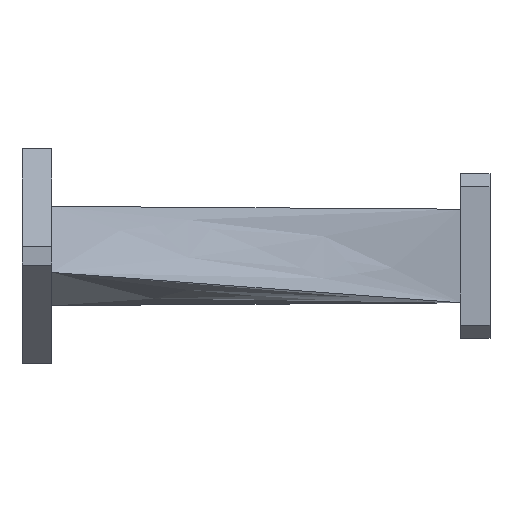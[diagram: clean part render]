
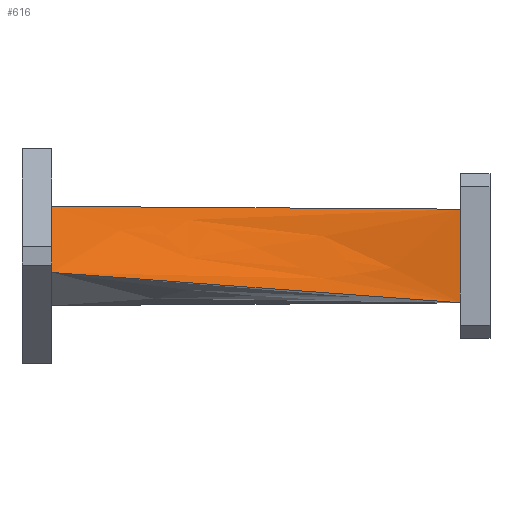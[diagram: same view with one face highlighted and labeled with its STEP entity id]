
A CAD part, top view. The second image highlights one B-rep face of the part: STEP entity #616.
In plain terms, the highlighted free-form (B-spline) face has degree [3, 1] with [6, 2] control points.
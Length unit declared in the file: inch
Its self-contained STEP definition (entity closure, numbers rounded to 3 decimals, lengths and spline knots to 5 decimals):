
#64 = EDGE_CURVE ( 'NONE', #1125, #443, #255, .T. ) ;
#66 = DIRECTION ( 'NONE',  ( 0., -0.707, 0.707 ) ) ;
#85 = CARTESIAN_POINT ( 'NONE',  ( 0., 0.16667, 0.125 ) ) ;
#95 = CARTESIAN_POINT ( 'NONE',  ( -2.18, 0.02946, 0.14731 ) ) ;
#171 = EDGE_CURVE ( 'NONE', #1311, #1014, #303, .T. ) ;
#236 = CARTESIAN_POINT ( 'NONE',  ( -1.09, -0.16919, 0.19508 ) ) ;
#245 = ORIENTED_EDGE ( 'NONE', *, *, #171, .F. ) ;
#255 = LINE ( 'NONE', #236, #1063 ) ;
#303 = LINE ( 'NONE', #1658, #1175 ) ;
#355 = EDGE_CURVE ( 'NONE', #1125, #1014, #800, .T. ) ;
#380 = ORIENTED_EDGE ( 'NONE', *, *, #64, .F. ) ;
#443 = VERTEX_POINT ( 'NONE', #1246 ) ;
#471 = CARTESIAN_POINT ( 'NONE',  ( -2.18, 0.26517, -0.08839 ) ) ;
#478 = CARTESIAN_POINT ( 'NONE',  ( -2.18, 0.26517, -0.08839 ) ) ;
#499 = CARTESIAN_POINT ( 'NONE',  ( 0., -0.25, 0.125 ) ) ;
#607 = ORIENTED_EDGE ( 'NONE', *, *, #655, .T. ) ;
#616 = ADVANCED_FACE ( 'NONE', ( #1682 ), #1607, .T. ) ;
#628 = CARTESIAN_POINT ( 'NONE',  ( 0., 0.25, 0.125 ) ) ;
#655 = EDGE_CURVE ( 'NONE', #1311, #443, #1432, .T. ) ;
#667 = CARTESIAN_POINT ( 'NONE',  ( 0., -0.25, 0.125 ) ) ;
#736 = CARTESIAN_POINT ( 'NONE',  ( -2.18, -0.02946, 0.20624 ) ) ;
#753 = CARTESIAN_POINT ( 'NONE',  ( 0., -0.08333, 0.125 ) ) ;
#800 = LINE ( 'NONE', #1593, #957 ) ;
#840 = DIRECTION ( 'NONE',  ( 0.995, -0.007, 0.097 ) ) ;
#871 = CARTESIAN_POINT ( 'NONE',  ( -2.18, 0.14731, 0.02946 ) ) ;
#898 = CARTESIAN_POINT ( 'NONE',  ( 0., 0.25, 0.125 ) ) ;
#957 = VECTOR ( 'NONE', #1343, 39.37008 ) ;
#990 = ORIENTED_EDGE ( 'NONE', *, *, #355, .T. ) ;
#1014 = VERTEX_POINT ( 'NONE', #628 ) ;
#1017 = CARTESIAN_POINT ( 'NONE',  ( 0., -0.16667, 0.125 ) ) ;
#1063 = VECTOR ( 'NONE', #1309, 39.37008 ) ;
#1125 = VERTEX_POINT ( 'NONE', #667 ) ;
#1155 = CARTESIAN_POINT ( 'NONE',  ( -2.18, -0.08839, 0.26517 ) ) ;
#1175 = VECTOR ( 'NONE', #840, 39.37008 ) ;
#1181 = EDGE_LOOP ( 'NONE', ( #607, #380, #990, #245 ) ) ;
#1246 = CARTESIAN_POINT ( 'NONE',  ( -2.18, -0.08839, 0.26517 ) ) ;
#1309 = DIRECTION ( 'NONE',  ( -0.995, 0.074, 0.064 ) ) ;
#1311 = VERTEX_POINT ( 'NONE', #1325 ) ;
#1325 = CARTESIAN_POINT ( 'NONE',  ( -2.18, 0.26517, -0.08839 ) ) ;
#1343 = DIRECTION ( 'NONE',  ( 0., 1., 0. ) ) ;
#1403 = CARTESIAN_POINT ( 'NONE',  ( -2.18, 0.20624, -0.02946 ) ) ;
#1432 = LINE ( 'NONE', #478, #1621 ) ;
#1574 = CARTESIAN_POINT ( 'NONE',  ( 0., 0.08333, 0.125 ) ) ;
#1593 = CARTESIAN_POINT ( 'NONE',  ( 0., -0.25, 0.125 ) ) ;
#1607 = B_SPLINE_SURFACE_WITH_KNOTS ( 'NONE', 3, 1, ( 
 ( #471, #898 ),
 ( #1403, #85 ),
 ( #871, #1574 ),
 ( #95, #753 ),
 ( #736, #1017 ),
 ( #1155, #499 ) ),
 .UNSPECIFIED., .F., .F., .F.,
 ( 4, 2, 4 ),
 ( 2, 2 ),
 ( 0., 0.5, 1. ),
 ( 0., 1. ),
 .UNSPECIFIED. ) ;
#1621 = VECTOR ( 'NONE', #66, 39.37008 ) ;
#1658 = CARTESIAN_POINT ( 'NONE',  ( -1.09, 0.25758, 0.01831 ) ) ;
#1682 = FACE_OUTER_BOUND ( 'NONE', #1181, .T. ) ;
